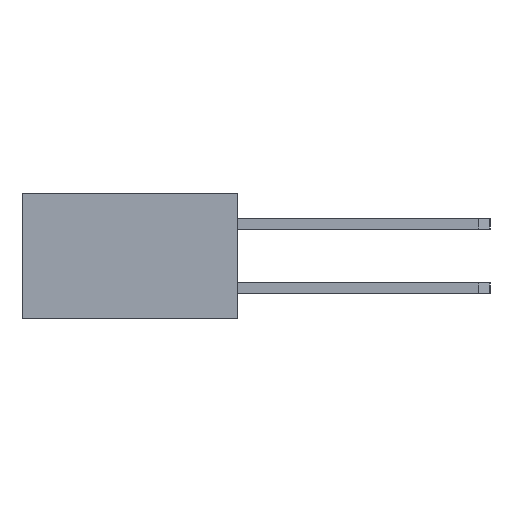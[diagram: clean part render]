
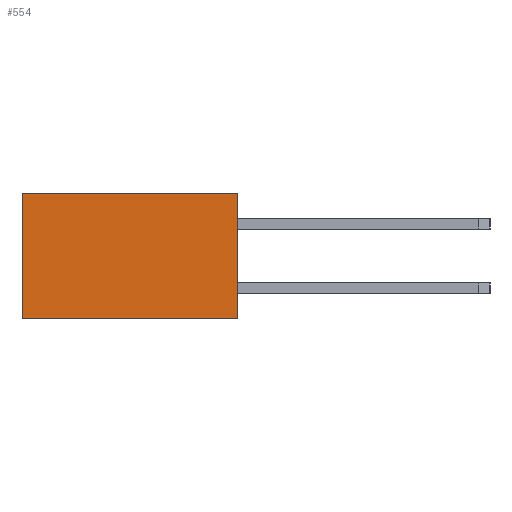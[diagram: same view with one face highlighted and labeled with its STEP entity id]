
A CAD part, left-side view. The second image highlights one B-rep face of the part: STEP entity #554.
In plain terms, the highlighted planar face has unit normal (-1, 0, 0).
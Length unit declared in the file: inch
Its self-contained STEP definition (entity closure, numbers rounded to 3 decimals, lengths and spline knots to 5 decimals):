
#554 = ADVANCED_FACE( '', ( #1437 ), #1438, .F. );
#1437 = FACE_OUTER_BOUND( '', #2747, .T. );
#1438 = PLANE( '', #2748 );
#2747 = EDGE_LOOP( '', ( #4268, #4269, #4270, #4271 ) );
#2748 = AXIS2_PLACEMENT_3D( '', #4272, #4273, #4274 );
#4268 = ORIENTED_EDGE( '', *, *, #7952, .T. );
#4269 = ORIENTED_EDGE( '', *, *, #7953, .F. );
#4270 = ORIENTED_EDGE( '', *, *, #7954, .F. );
#4271 = ORIENTED_EDGE( '', *, *, #7955, .T. );
#4272 = CARTESIAN_POINT( '', ( -0.76, 0.335, -0.0975 ) );
#4273 = DIRECTION( '', ( 1., 0., 0. ) );
#4274 = DIRECTION( '', ( 0., 0., -1. ) );
#7952 = EDGE_CURVE( '', #9630, #9631, #9632, .T. );
#7953 = EDGE_CURVE( '', #9633, #9631, #9634, .T. );
#7954 = EDGE_CURVE( '', #9635, #9633, #9636, .T. );
#7955 = EDGE_CURVE( '', #9635, #9630, #9637, .T. );
#9630 = VERTEX_POINT( '', #12048 );
#9631 = VERTEX_POINT( '', #12049 );
#9632 = LINE( '', #12050, #12051 );
#9633 = VERTEX_POINT( '', #12052 );
#9634 = LINE( '', #12053, #12054 );
#9635 = VERTEX_POINT( '', #12055 );
#9636 = LINE( '', #12056, #12057 );
#9637 = LINE( '', #12058, #12059 );
#12048 = CARTESIAN_POINT( '', ( -0.76, 0., -0.0975 ) );
#12049 = CARTESIAN_POINT( '', ( -0.76, 0., 0.0975 ) );
#12050 = CARTESIAN_POINT( '', ( -0.76, 0., -0.0975 ) );
#12051 = VECTOR( '', #15002, 39.37008 );
#12052 = CARTESIAN_POINT( '', ( -0.76, 0.335, 0.0975 ) );
#12053 = CARTESIAN_POINT( '', ( -0.76, 0.335, 0.0975 ) );
#12054 = VECTOR( '', #15003, 39.37008 );
#12055 = CARTESIAN_POINT( '', ( -0.76, 0.335, -0.0975 ) );
#12056 = CARTESIAN_POINT( '', ( -0.76, 0.335, -0.0975 ) );
#12057 = VECTOR( '', #15004, 39.37008 );
#12058 = CARTESIAN_POINT( '', ( -0.76, 0.335, -0.0975 ) );
#12059 = VECTOR( '', #15005, 39.37008 );
#15002 = DIRECTION( '', ( 0., 0., 1. ) );
#15003 = DIRECTION( '', ( 0., -1., 0. ) );
#15004 = DIRECTION( '', ( 0., 0., 1. ) );
#15005 = DIRECTION( '', ( 0., -1., 0. ) );
